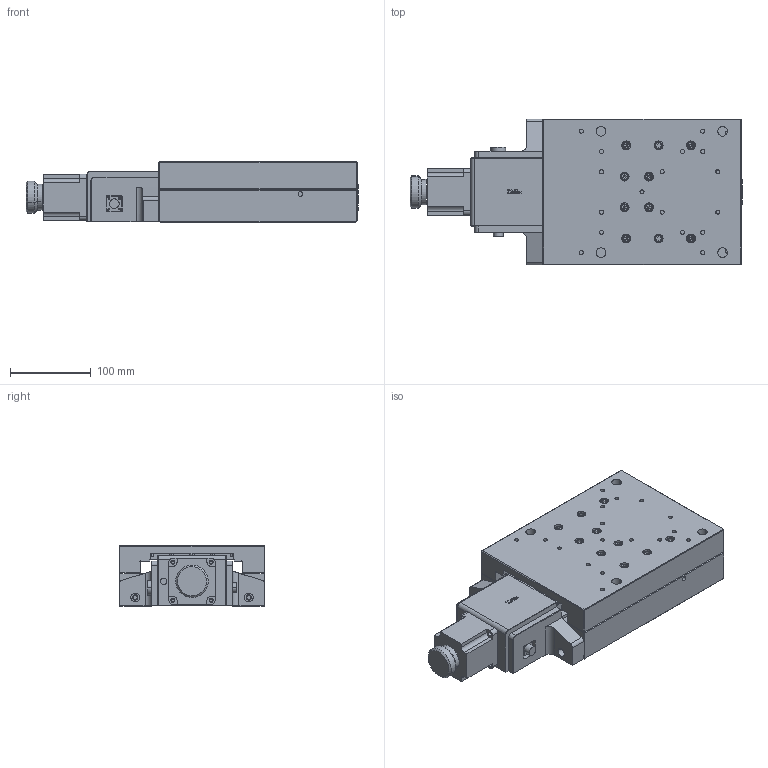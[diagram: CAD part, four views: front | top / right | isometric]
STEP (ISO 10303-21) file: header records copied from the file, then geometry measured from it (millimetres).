
FILE_DESCRIPTION (( 'STEP AP203' ), '1' );
FILE_NAME ('uKSA50.STEP', '2019-05-20T05:48:56', ( '' ), ( '' ), 'SwSTEP 2.0', 'SolidWorks 2017', '' );
FILE_SCHEMA (( 'CONFIG_CONTROL_DESIGN' ));
Length unit declared in the file: millimetre
Products named in the file (1): uKSA50
Bounding box: 410 x 180 x 75 mm (x, y, z)
Surface area: 319311.2 mm2 (no closed solid volume)
Topology: 0 solids, 35 shells, 475 faces, 1664 edges, 1197 vertices
Faces by surface type: plane 246, cylinder 173, cone 36, torus 20
Entity records: 18181 total; most frequent: CARTESIAN_POINT 3505, DIRECTION 3173, ORIENTED_EDGE 2611, EDGE_CURVE 1648, VERTEX_POINT 1197, AXIS2_PLACEMENT_3D 1061, VECTOR 1051, LINE 1051
